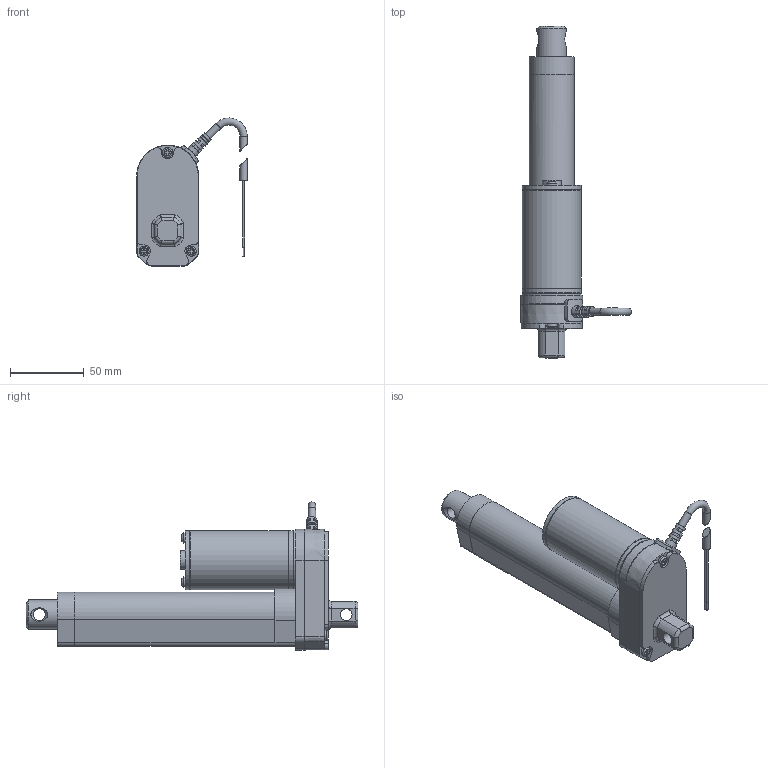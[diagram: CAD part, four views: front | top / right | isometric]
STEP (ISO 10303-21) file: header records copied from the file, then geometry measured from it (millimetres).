
FILE_DESCRIPTION( ( 'Unknown' ), '1' );
FILE_NAME( 'DLA-X-X-A-100-IP65.stp', 'Unknown', ( 'Unknown' ), ( 'Unknown' ), 'PSStep 17.0.49', 'Unknown', ' ' );
FILE_SCHEMA( ( 'AUTOMOTIVE_DESIGN { 1 0 10303 214 1 1 1 1 }' ) );
Length unit declared in the file: millimetre
Products named in the file (5): Assem1; DLA-X-X-A-100-IP65-1; DLA-X-X-A-100-IP65-2
Assembly tree (4 placements, depth 2):
  Assem1
    DLA-X-X-A-100-IP65-1
    DLA-X-X-A-100-IP65-1
    DLA-X-X-A-100-IP65-1
    DLA-X-X-A-100-IP65-2
Bounding box: 74.99 x 225 x 100.36 mm (x, y, z)
Volume: 311567.1 mm3; surface area: 62784.8 mm2
Topology: 4 solids, 4 shells, 281 faces, 687 edges, 451 vertices
Faces by surface type: plane 175, cylinder 82, torus 14, cone 10
Full cylindrical faces by diameter (mm): 1 x2, 1.5 x2, 5 x3, 5.5 x2, 6.8 x3, 7 x2, 8 x2, 12.8 x1, 20 x2, 39 x3, 40 x4
Entity records: 10709 total; most frequent: CARTESIAN_POINT 1929, DIRECTION 1341, ORIENTED_EDGE 1256, EDGE_CURVE 628, AXIS2_PLACEMENT_3D 466, VERTEX_POINT 432, LINE 409, VECTOR 409
